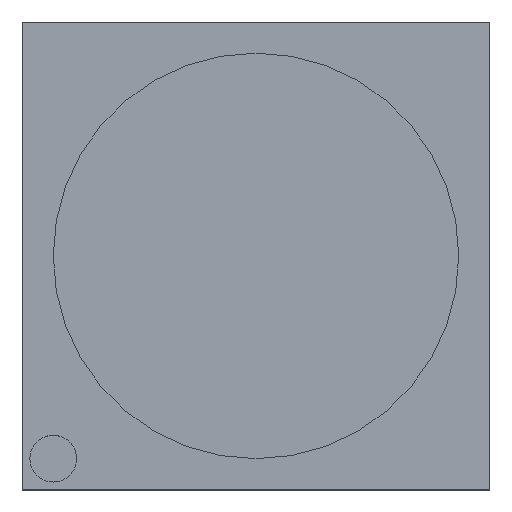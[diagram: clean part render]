
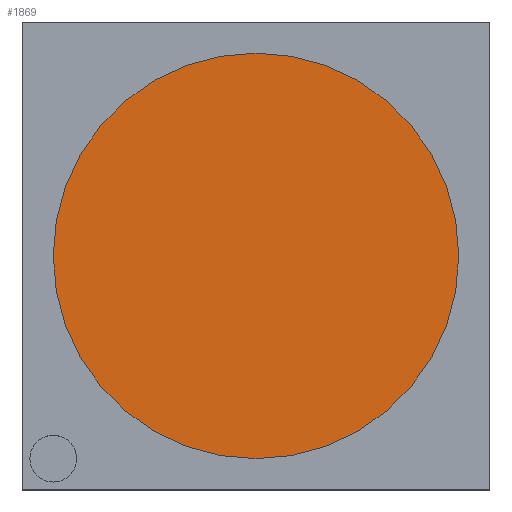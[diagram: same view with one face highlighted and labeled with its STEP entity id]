
A CAD part, top view. The second image highlights one B-rep face of the part: STEP entity #1869.
In plain terms, the highlighted planar face has unit normal (0, 0, 1).
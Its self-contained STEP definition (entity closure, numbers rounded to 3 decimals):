
#374 = CARTESIAN_POINT ( 'NONE',  ( 1531.306, 2289.399, 0.32 ) ) ;
#401 = AXIS2_PLACEMENT_3D ( 'NONE', #374, #8178, #7290 ) ;
#503 = CIRCLE ( 'NONE', #401, 1.3 ) ;
#759 = DIRECTION ( 'NONE',  ( 1., 0., 0. ) ) ;
#1040 = EDGE_CURVE ( 'NONE', #1926, #4786, #503, .T. ) ;
#1649 = DIRECTION ( 'NONE',  ( 0., 0., 1. ) ) ;
#1869 = ADVANCED_FACE ( 'NONE', ( #3986 ), #6324, .T. ) ;
#1926 = VERTEX_POINT ( 'NONE', #8578 ) ;
#2186 = AXIS2_PLACEMENT_3D ( 'NONE', #5426, #4539, #3639 ) ;
#2357 = ORIENTED_EDGE ( 'NONE', *, *, #8375, .T. ) ;
#3608 = ORIENTED_EDGE ( 'NONE', *, *, #1040, .T. ) ;
#3639 = DIRECTION ( 'NONE',  ( 1., 0., 0. ) ) ;
#3986 = FACE_OUTER_BOUND ( 'NONE', #5549, .T. ) ;
#4539 = DIRECTION ( 'NONE',  ( 0., 0., 1. ) ) ;
#4551 = AXIS2_PLACEMENT_3D ( 'NONE', #6106, #1649, #759 ) ;
#4786 = VERTEX_POINT ( 'NONE', #5556 ) ;
#5426 = CARTESIAN_POINT ( 'NONE',  ( 1531.306, 2289.399, 0.32 ) ) ;
#5549 = EDGE_LOOP ( 'NONE', ( #3608, #2357 ) ) ;
#5556 = CARTESIAN_POINT ( 'NONE',  ( 1530.006, 2289.399, 0.32 ) ) ;
#6106 = CARTESIAN_POINT ( 'NONE',  ( 1531.306, 2289.399, 0.32 ) ) ;
#6324 = PLANE ( 'NONE',  #2186 ) ;
#7290 = DIRECTION ( 'NONE',  ( 1., 0., 0. ) ) ;
#8159 = CIRCLE ( 'NONE', #4551, 1.3 ) ;
#8178 = DIRECTION ( 'NONE',  ( 0., 0., 1. ) ) ;
#8375 = EDGE_CURVE ( 'NONE', #4786, #1926, #8159, .T. ) ;
#8578 = CARTESIAN_POINT ( 'NONE',  ( 1532.606, 2289.399, 0.32 ) ) ;
